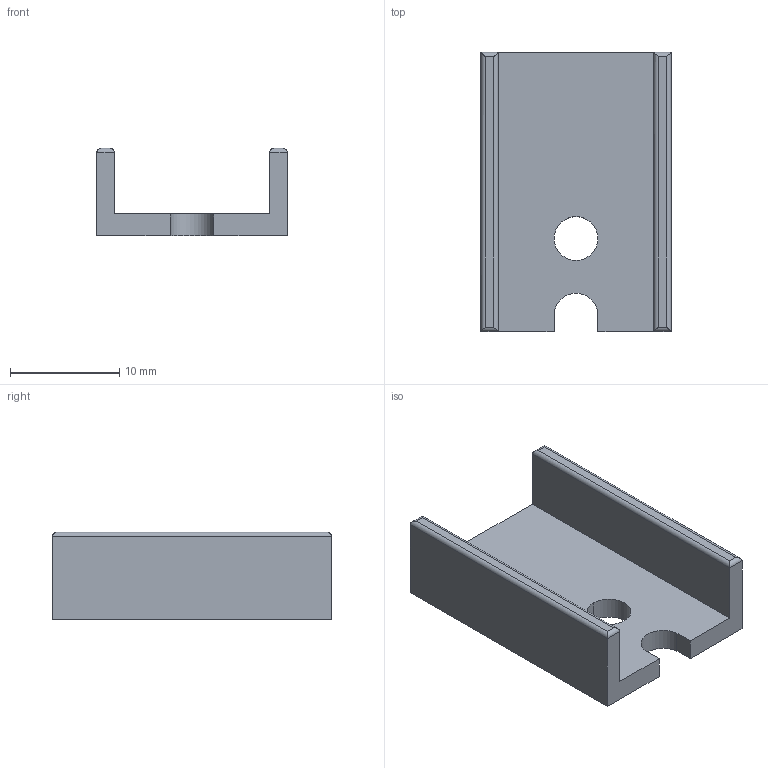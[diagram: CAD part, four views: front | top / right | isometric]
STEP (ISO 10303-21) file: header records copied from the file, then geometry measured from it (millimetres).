
FILE_DESCRIPTION (( 'STEP AP203' ), '1' );
FILE_NAME ('User Library-heatsink-17x25x8.STEP', '2022-04-03T18:39:13', ( '' ), ( '' ), 'SwSTEP 2.0', 'SolidWorks 2021', '' );
FILE_SCHEMA (( 'CONFIG_CONTROL_DESIGN' ));
Length unit declared in the file: millimetre
Products named in the file (1): User Library-heatsink-17x25x8
Bounding box: 17.4 x 25.5 x 8 mm (x, y, z)
Volume: 1323.6 mm3; surface area: 1676.6 mm2
Topology: 1 solids, 1 shells, 26 faces, 64 edges, 40 vertices
Faces by surface type: plane 15, cylinder 11
Entity records: 831 total; most frequent: CARTESIAN_POINT 155, ORIENTED_EDGE 128, DIRECTION 116, EDGE_CURVE 64, VECTOR 50, LINE 50, VERTEX_POINT 40, AXIS2_PLACEMENT_3D 33
